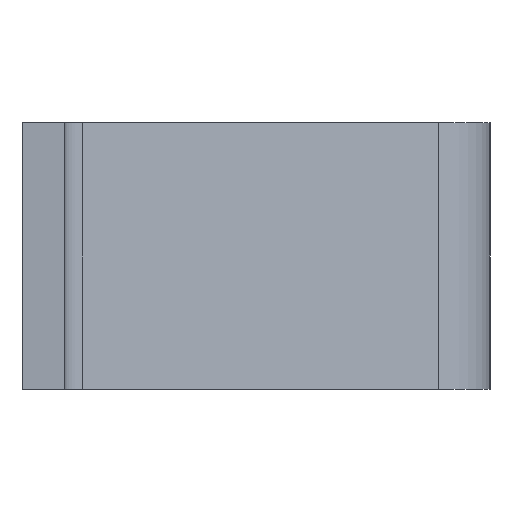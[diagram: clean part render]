
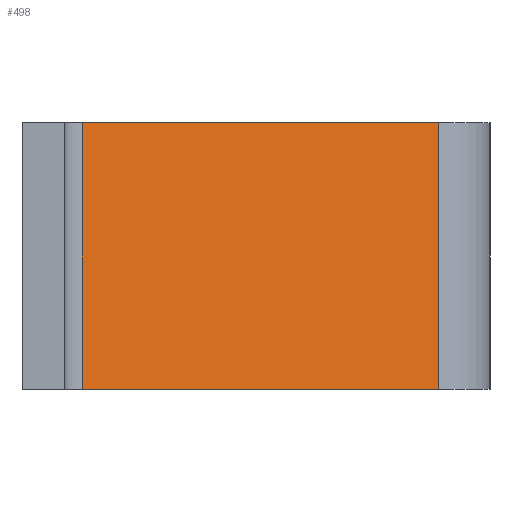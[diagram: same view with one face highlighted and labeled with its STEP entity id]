
A CAD part, left-side view. The second image highlights one B-rep face of the part: STEP entity #498.
In plain terms, the highlighted planar face has unit normal (-0.966, -0.259, 0).
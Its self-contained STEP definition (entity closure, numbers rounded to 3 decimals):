
#82=FACE_OUTER_BOUND('',#110,.T.);
#110=EDGE_LOOP('',(#411,#412,#413,#414));
#147=LINE('',#777,#201);
#153=LINE('',#795,#207);
#154=LINE('',#799,#208);
#155=LINE('',#800,#209);
#201=VECTOR('',#621,1.);
#207=VECTOR('',#643,1.);
#208=VECTOR('',#648,1.);
#209=VECTOR('',#649,1.);
#259=VERTEX_POINT('',#774);
#260=VERTEX_POINT('',#776);
#264=VERTEX_POINT('',#794);
#265=VERTEX_POINT('',#798);
#310=EDGE_CURVE('',#260,#259,#147,.T.);
#319=EDGE_CURVE('',#264,#260,#153,.T.);
#321=EDGE_CURVE('',#265,#259,#154,.T.);
#322=EDGE_CURVE('',#265,#264,#155,.F.);
#411=ORIENTED_EDGE('',*,*,#310,.T.);
#412=ORIENTED_EDGE('',*,*,#321,.F.);
#413=ORIENTED_EDGE('',*,*,#322,.T.);
#414=ORIENTED_EDGE('',*,*,#319,.T.);
#479=PLANE('',#539);
#498=ADVANCED_FACE('',(#82),#479,.T.);
#539=AXIS2_PLACEMENT_3D('',#797,#646,#647);
#621=DIRECTION('',(0.259,-0.966,0.));
#643=DIRECTION('',(0.,0.,-1.));
#646=DIRECTION('center_axis',(-0.966,-0.259,0.));
#647=DIRECTION('ref_axis',(-0.259,0.966,0.));
#648=DIRECTION('',(0.,0.,-1.));
#649=DIRECTION('',(0.259,-0.966,0.));
#774=CARTESIAN_POINT('',(30.572,-62.679,-20.));
#776=CARTESIAN_POINT('',(16.204,-9.055,-20.));
#777=CARTESIAN_POINT('',(23.929,-37.888,-20.));
#794=CARTESIAN_POINT('',(16.204,-9.055,20.));
#795=CARTESIAN_POINT('',(16.204,-9.055,20.));
#797=CARTESIAN_POINT('Origin',(16.204,-9.055,20.));
#798=CARTESIAN_POINT('',(30.572,-62.679,20.));
#799=CARTESIAN_POINT('',(30.572,-62.679,20.));
#800=CARTESIAN_POINT('',(23.929,-37.888,20.));
